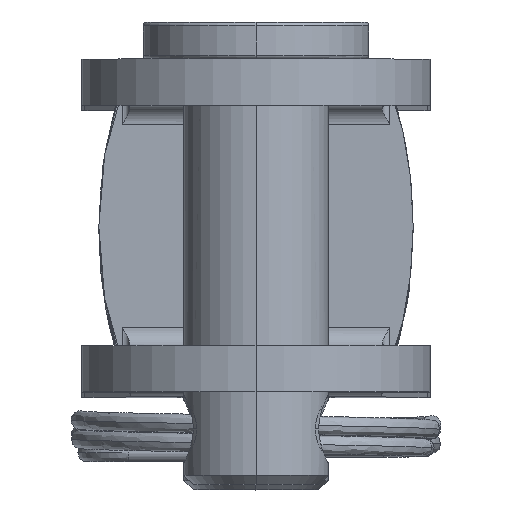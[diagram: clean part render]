
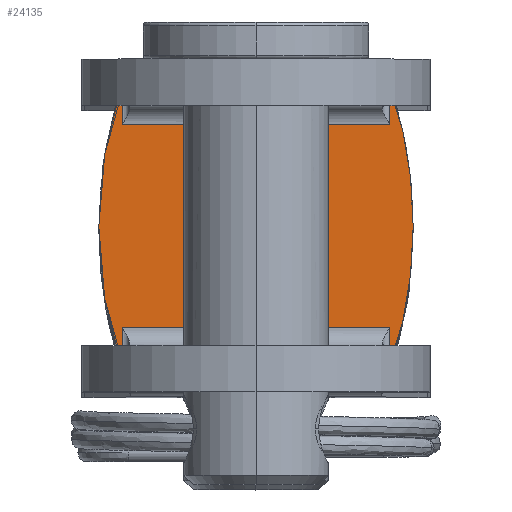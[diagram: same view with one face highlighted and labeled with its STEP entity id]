
A CAD part, top view. The second image highlights one B-rep face of the part: STEP entity #24135.
In plain terms, the highlighted planar face has unit normal (0, 0, 1).
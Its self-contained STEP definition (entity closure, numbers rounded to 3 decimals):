
#158 = DIRECTION ( 'NONE',  ( -1., 0., 0. ) ) ;
#244 = DIRECTION ( 'NONE',  ( -1., 0., 0. ) ) ;
#417 = EDGE_CURVE ( 'NONE', #4409, #3946, #19257, .T. ) ;
#1071 = ORIENTED_EDGE ( 'NONE', *, *, #21751, .T. ) ;
#1306 = CARTESIAN_POINT ( 'NONE',  ( 7.236, -7.689, 0. ) ) ;
#1547 = LINE ( 'NONE', #16996, #23011 ) ;
#1793 = DIRECTION ( 'NONE',  ( 1., 0., 0. ) ) ;
#2061 = VERTEX_POINT ( 'NONE', #6153 ) ;
#2284 = FACE_OUTER_BOUND ( 'NONE', #23979, .T. ) ;
#2633 = CARTESIAN_POINT ( 'NONE',  ( -15.518, 0., 0. ) ) ;
#2933 = DIRECTION ( 'NONE',  ( 0., 0., -1. ) ) ;
#2986 = VERTEX_POINT ( 'NONE', #27643 ) ;
#3497 = CARTESIAN_POINT ( 'NONE',  ( 7.236, -5.5, 0. ) ) ;
#3946 = VERTEX_POINT ( 'NONE', #3497 ) ;
#4409 = VERTEX_POINT ( 'NONE', #22025 ) ;
#4720 = LINE ( 'NONE', #22286, #8952 ) ;
#5352 = VERTEX_POINT ( 'NONE', #21682 ) ;
#5619 = CARTESIAN_POINT ( 'NONE',  ( -7.236, 9., 0. ) ) ;
#5850 = AXIS2_PLACEMENT_3D ( 'NONE', #27700, #12334, #244 ) ;
#6002 = DIRECTION ( 'NONE',  ( 0., 0., -1. ) ) ;
#6153 = CARTESIAN_POINT ( 'NONE',  ( 8.5, 0., 0. ) ) ;
#7106 = CIRCLE ( 'NONE', #11509, 24.018 ) ;
#7462 = ORIENTED_EDGE ( 'NONE', *, *, #8470, .F. ) ;
#7667 = VECTOR ( 'NONE', #16264, 1000. ) ;
#7921 = CARTESIAN_POINT ( 'NONE',  ( -7.236, 7.689, 0. ) ) ;
#8470 = EDGE_CURVE ( 'NONE', #18466, #13281, #24793, .T. ) ;
#8684 = ORIENTED_EDGE ( 'NONE', *, *, #417, .T. ) ;
#8952 = VECTOR ( 'NONE', #28853, 1000. ) ;
#9037 = ORIENTED_EDGE ( 'NONE', *, *, #28391, .T. ) ;
#9121 = ORIENTED_EDGE ( 'NONE', *, *, #14337, .F. ) ;
#9226 = EDGE_CURVE ( 'NONE', #2061, #11959, #16590, .T. ) ;
#9936 = DIRECTION ( 'NONE',  ( 0., 1., 0. ) ) ;
#10173 = EDGE_CURVE ( 'NONE', #5352, #29356, #18823, .T. ) ;
#11311 = VECTOR ( 'NONE', #158, 1000. ) ;
#11428 = ORIENTED_EDGE ( 'NONE', *, *, #24165, .T. ) ;
#11509 = AXIS2_PLACEMENT_3D ( 'NONE', #18708, #21099, #20903 ) ;
#11648 = PLANE ( 'NONE',  #5850 ) ;
#11959 = VERTEX_POINT ( 'NONE', #1306 ) ;
#12334 = DIRECTION ( 'NONE',  ( 0., 0., -1. ) ) ;
#12735 = AXIS2_PLACEMENT_3D ( 'NONE', #2633, #2933, #23509 ) ;
#12960 = ORIENTED_EDGE ( 'NONE', *, *, #13251, .T. ) ;
#13204 = VECTOR ( 'NONE', #9936, 1000. ) ;
#13251 = EDGE_CURVE ( 'NONE', #29356, #13281, #18915, .T. ) ;
#13281 = VERTEX_POINT ( 'NONE', #7921 ) ;
#14337 = EDGE_CURVE ( 'NONE', #2986, #2061, #7106, .T. ) ;
#14647 = CARTESIAN_POINT ( 'NONE',  ( 7.236, 0., 0. ) ) ;
#16168 = ORIENTED_EDGE ( 'NONE', *, *, #9226, .F. ) ;
#16264 = DIRECTION ( 'NONE',  ( 0., -1., 0. ) ) ;
#16357 = CARTESIAN_POINT ( 'NONE',  ( -15.518, 5.5, 0. ) ) ;
#16444 = VECTOR ( 'NONE', #16460, 1000. ) ;
#16460 = DIRECTION ( 'NONE',  ( 1., 0., 0. ) ) ;
#16590 = CIRCLE ( 'NONE', #12735, 24.018 ) ;
#16996 = CARTESIAN_POINT ( 'NONE',  ( -7.236, 0., 0. ) ) ;
#17278 = DIRECTION ( 'NONE',  ( 0., 1., 0. ) ) ;
#17644 = ORIENTED_EDGE ( 'NONE', *, *, #10173, .T. ) ;
#18466 = VERTEX_POINT ( 'NONE', #21491 ) ;
#18708 = CARTESIAN_POINT ( 'NONE',  ( -15.518, 0., 0. ) ) ;
#18823 = LINE ( 'NONE', #16357, #11311 ) ;
#18915 = LINE ( 'NONE', #5619, #13204 ) ;
#19127 = CARTESIAN_POINT ( 'NONE',  ( -7.236, 5.5, 0. ) ) ;
#19257 = LINE ( 'NONE', #25613, #16444 ) ;
#20903 = DIRECTION ( 'NONE',  ( -1., 0., 0. ) ) ;
#21099 = DIRECTION ( 'NONE',  ( 0., 0., -1. ) ) ;
#21491 = CARTESIAN_POINT ( 'NONE',  ( -7.236, -7.689, 0. ) ) ;
#21564 = LINE ( 'NONE', #14647, #7667 ) ;
#21682 = CARTESIAN_POINT ( 'NONE',  ( 7.236, 5.5, 0. ) ) ;
#21751 = EDGE_CURVE ( 'NONE', #18466, #4409, #1547, .T. ) ;
#22025 = CARTESIAN_POINT ( 'NONE',  ( -7.236, -5.5, 0. ) ) ;
#22286 = CARTESIAN_POINT ( 'NONE',  ( 7.236, 6.5, 0. ) ) ;
#23011 = VECTOR ( 'NONE', #17278, 1000. ) ;
#23509 = DIRECTION ( 'NONE',  ( -1., 0., 0. ) ) ;
#23979 = EDGE_LOOP ( 'NONE', ( #17644, #12960, #7462, #1071, #8684, #11428, #16168, #9121, #9037 ) ) ;
#24135 = ADVANCED_FACE ( 'NONE', ( #2284 ), #11648, .F. ) ;
#24165 = EDGE_CURVE ( 'NONE', #3946, #11959, #21564, .T. ) ;
#24680 = CARTESIAN_POINT ( 'NONE',  ( 15.518, 0., 0. ) ) ;
#24793 = CIRCLE ( 'NONE', #28378, 24.018 ) ;
#25613 = CARTESIAN_POINT ( 'NONE',  ( -15.518, -5.5, 0. ) ) ;
#27643 = CARTESIAN_POINT ( 'NONE',  ( 7.236, 7.689, 0. ) ) ;
#27700 = CARTESIAN_POINT ( 'NONE',  ( -15.518, 0., 0. ) ) ;
#28378 = AXIS2_PLACEMENT_3D ( 'NONE', #24680, #6002, #1793 ) ;
#28391 = EDGE_CURVE ( 'NONE', #2986, #5352, #4720, .T. ) ;
#28853 = DIRECTION ( 'NONE',  ( 0., -1., 0. ) ) ;
#29356 = VERTEX_POINT ( 'NONE', #19127 ) ;
